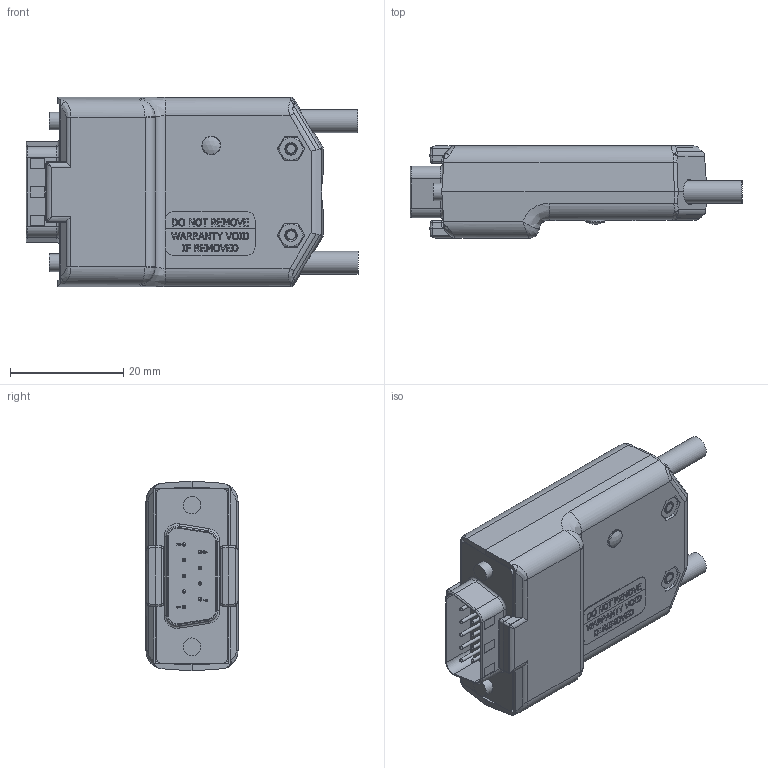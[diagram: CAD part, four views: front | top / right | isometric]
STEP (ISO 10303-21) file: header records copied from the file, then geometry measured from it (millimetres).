
FILE_DESCRIPTION(/* description */ (''),/* implementation_level */ '2;1');
FILE_NAME(/* name */ 'QIA124 Enclosure Assembly V2.stp',/* time_stamp */ '2019-11-18T09:10:37-08:00',/* author */ ('pratik'),/* organization */ (''),/* preprocessor_version */ 'ST-DEVELOPER v18',/* originating_system */ 'Autodesk Inventor 2020',/* authorisation */ '');
FILE_SCHEMA (('AUTOMOTIVE_DESIGN { 1 0 10303 214 3 1 1 }'));
Products named in the file (159): QIA124 Enclosure Assembly V2; Rev13 Window IM; QIA124-GOD05314-REV004 Reduced; Board; U12; 7755704896; Open_CASCADE_STEP_translator_6.8_4.1; Body; Open_CASCADE_STEP_translator_6.8_4.2.1; Leader; U11; 8783824256; Open_CASCADE_STEP_translator_6.8_18.1; Body_1; Open_CASCADE_STEP_translator_6.8_18.2.1; Thermal_Shape; Pin_Shape; Open_CASCADE_STEP_translator_6.8_18.4.1; U10; 8783836736; Open_CASCADE_STEP_translator_6.8_35.1; Body_2; Open_CASCADE_STEP_translator_6.8_35.2.1; Thermal_Shape_1; Pin_Shape_1; Open_CASCADE_STEP_translator_6.8_35.4.1; U9; 8783829632; Open_CASCADE_STEP_translator_6.8_13.1; Body_3; Open_CASCADE_STEP_translator_6.8_13.2.1; Thermal_Shape_2; Pin_Shape_2; Open_CASCADE_STEP_translator_6.8_13.4.1; U8; 8783832512; Open_CASCADE_STEP_translator_6.8_11.1; Body_4; Open_CASCADE_STEP_translator_6.8_11.2.1; Thermal_Shape_3 ...
Assembly tree (314 placements, depth 6):
  QIA124 Enclosure Assembly V2
    Rev13 Window IM
    QIA124-GOD05314-REV004 Reduced
      Board
      U12
        7755704896
          Open_CASCADE_STEP_translator_6.8_4.1
          Body
            Open_CASCADE_STEP_translator_6.8_4.2.1
          Leader  x8
      U11
        8783824256
          Open_CASCADE_STEP_translator_6.8_18.1
          Body_1
            Open_CASCADE_STEP_translator_6.8_18.2.1
          Thermal_Shape
          Pin_Shape  x12
            Open_CASCADE_STEP_translator_6.8_18.4.1
      U10
        8783836736
          Open_CASCADE_STEP_translator_6.8_35.1
          Body_2
            Open_CASCADE_STEP_translator_6.8_35.2.1
          Thermal_Shape_1
          Pin_Shape_1  x6
            Open_CASCADE_STEP_translator_6.8_35.4.1
      U9
        8783829632
          Open_CASCADE_STEP_translator_6.8_13.1
          Body_3
            Open_CASCADE_STEP_translator_6.8_13.2.1
          Thermal_Shape_2
          Pin_Shape_2  x8
            Open_CASCADE_STEP_translator_6.8_13.4.1
      U8
        8783832512
          Open_CASCADE_STEP_translator_6.8_11.1
          Body_4
            Open_CASCADE_STEP_translator_6.8_11.2.1
          Thermal_Shape_3
          Pin_Shape_3  x16
            Open_CASCADE_STEP_translator_6.8_11.4.1
      U7
        8783825600
          Open_CASCADE_STEP_translator_6.8_22.1
          Body_5
            Open_CASCADE_STEP_translator_6.8_22.2.1
          Thermal_Shape_4
          Pin_Shape_4  x8
            Open_CASCADE_STEP_translator_6.8_22.4.1
            Open_CASCADE_STEP_translator_6.8_22.4.2
      U6
        8783831552
          Open_CASCADE_STEP_translator_6.8_3.1
          Body_6
            Open_CASCADE_STEP_translator_6.8_3.2.1
          Thermal_Shape_5
          Pin_Shape_5  x28
            Open_CASCADE_STEP_translator_6.8_3.4.1
      U5
Bounding box: 58.64 x 16.26 x 33.52 mm (x, y, z)
Volume: 13474.7 mm3; surface area: 16980 mm2
Topology: 246 solids, 463 shells, 6836 faces, 16339 edges, 10376 vertices
Faces by surface type: plane 4891, cylinder 1026, bspline 698, sphere 119, cone 79, torus 23
Full cylindrical faces by diameter (mm): 0.25 x1, 0.263 x1, 0.3 x4, 0.375 x1, 0.388 x5, 0.5 x1, 0.512 x1, 0.61 x9, 1.143 x9, 1.397 x5, 1.473 x9, 1.595 x46, 2.052 x2, 2.159 x2, 2.184 x50, 2.35 x2, 2.845 x1, 3.048 x2, 3.099 x2, 3.302 x1, 3.505 x2, 3.795 x8, 3.81 x1, 3.937 x3, 4 x2, 4.826 x4, 5.004 x2, 5.08 x1, 8.255 x1
Entity records: 148794 total; most frequent: CARTESIAN_POINT 51336, ORIENTED_EDGE 18709, DIRECTION 17828, EDGE_CURVE 9659, LINE 6810, VECTOR 6810, VERTEX_POINT 6361, AXIS2_PLACEMENT_3D 5509
